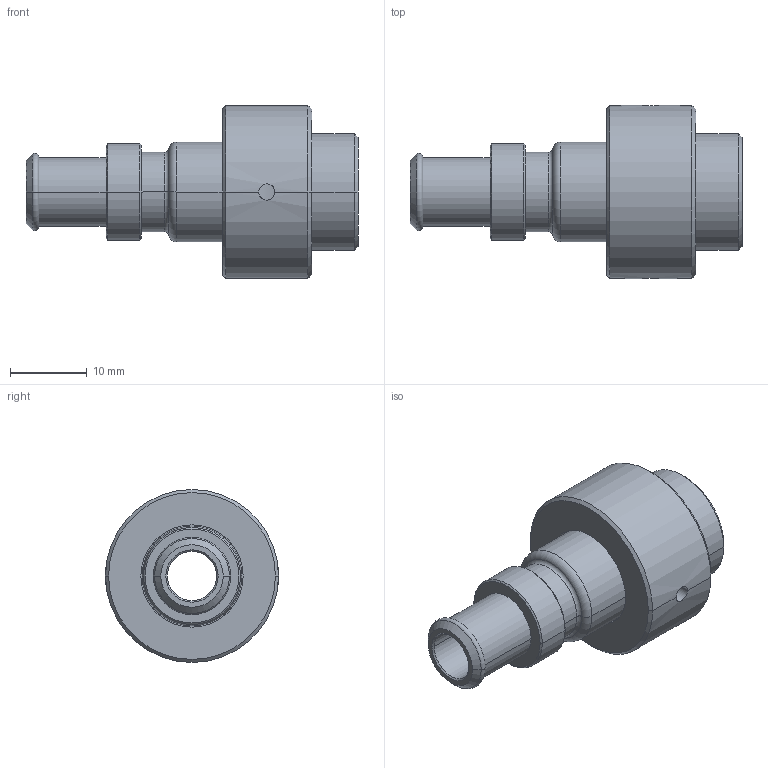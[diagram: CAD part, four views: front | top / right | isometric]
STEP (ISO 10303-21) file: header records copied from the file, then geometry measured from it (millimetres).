
FILE_DESCRIPTION((''),'2;1');
FILE_NAME('M85049-82-08N03','2015-07-06T',('sarunc'),('SOURIAU INDIA'),'PRO/ENGINEER BY PARAMETRIC TECHNOLOGY CORPORATION, 2010140','PRO/ENGINEER BY PARAMETRIC TECHNOLOGY CORPORATION, 2010140','');
FILE_SCHEMA(('CONFIG_CONTROL_DESIGN'));
Length unit declared in the file: millimetre
Products named in the file (1): M85049-82-08N03
Bounding box: 43.14 x 22.48 x 22.48 mm (x, y, z)
Volume: 5931.9 mm3; surface area: 3997.9 mm2
Topology: 1 solids, 1 shells, 163 faces, 388 edges, 236 vertices
Faces by surface type: cylinder 80, plane 47, cone 22, torus 14
Entity records: 5079 total; most frequent: CARTESIAN_POINT 1440, ORIENTED_EDGE 776, DIRECTION 708, EDGE_CURVE 388, AXIS2_PLACEMENT_3D 285, VERTEX_POINT 236, EDGE_LOOP 174, FACE_OUTER_BOUND 163
